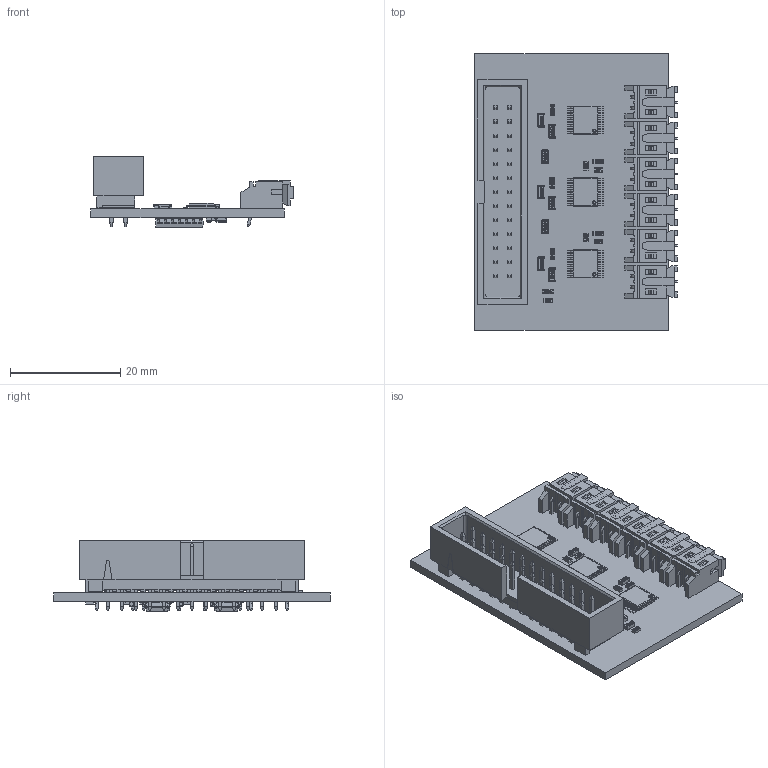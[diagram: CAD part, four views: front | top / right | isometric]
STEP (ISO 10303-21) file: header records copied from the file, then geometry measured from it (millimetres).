
FILE_DESCRIPTION(('Open CASCADE Model'),'2;1');
FILE_NAME('Open CASCADE Shape Model','2024-05-28T20:56:51',('Author'),( 'Open CASCADE'),'Open CASCADE STEP processor 6.8','Open CASCADE 6.8' ,'Unknown');
FILE_SCHEMA(('AUTOMOTIVE_DESIGN { 1 0 10303 214 1 1 1 1 }'));
Length unit declared in the file: millimetre
Products named in the file (60): PCB; Board; Open CASCADE STEP translator 6.8 3.1.1; CN1; 702462601; Open CASCADE STEP translator 6.8 3.2.1.1; Open CASCADE STEP translator 6.8 3.2.1.2; U3; User_Library-AS3933-BTST; U2; U1; U5; User_Library-User_Library-SOIC-14-3; U4; R5; User_Library-RESC1608X05N; R12; R11; R2; R1; R4; R10; R3; R9; R14; R7; R13; R8; R6; CN6; 620002113322_(rev1); 620002113322; 62000211722_(rev1); 62000211722; 6200xx11722_PIN1; CN7; CN4; CN5; CN2; CN3 ...
Assembly tree (102 placements, depth 4):
  PCB
    Board
      Open CASCADE STEP translator 6.8 3.1.1
    CN1
      702462601
        Open CASCADE STEP translator 6.8 3.2.1.1
        Open CASCADE STEP translator 6.8 3.2.1.2
    U3
      User_Library-AS3933-BTST
    U2
      User_Library-AS3933-BTST
    U1
      User_Library-AS3933-BTST
    U5
      User_Library-User_Library-SOIC-14-3
    U4
      User_Library-User_Library-SOIC-14-3
    R5
      User_Library-RESC1608X05N
    R12
      User_Library-RESC1608X05N
    R11
      User_Library-RESC1608X05N
    R2
      User_Library-RESC1608X05N
    R1
      User_Library-RESC1608X05N
    R4
      User_Library-RESC1608X05N
    R10
      User_Library-RESC1608X05N
    R3
      User_Library-RESC1608X05N
    R9
      User_Library-RESC1608X05N
    R14
      User_Library-RESC1608X05N
    R7
      User_Library-RESC1608X05N
    R13
      User_Library-RESC1608X05N
    R8
      User_Library-RESC1608X05N
    R6
      User_Library-RESC1608X05N
    CN6
      620002113322_(rev1)
        620002113322
      62000211722_(rev1)
        62000211722
        6200xx11722_PIN1  x2
    CN7
      62000211722_(rev1)
        62000211722
        6200xx11722_PIN1  x2
      620002113322_(rev1)
        620002113322
    CN4
      620002113322_(rev1)
        620002113322
Bounding box: 36.6 x 50 x 12.79 mm (x, y, z)
Volume: 5451.4 mm3; surface area: 11013.7 mm2
Topology: 99 solids, 99 shells, 9283 faces, 23949 edges, 14906 vertices
Faces by surface type: plane 4444, bspline 3324, cylinder 1485, sphere 24, torus 6
Entity records: 67629 total; most frequent: CARTESIAN_POINT 18219, ORIENTED_EDGE 9326, DIRECTION 7893, EDGE_CURVE 4663, LINE 3673, VECTOR 3673, VERTEX_POINT 2904, AXIS2_PLACEMENT_3D 2110
